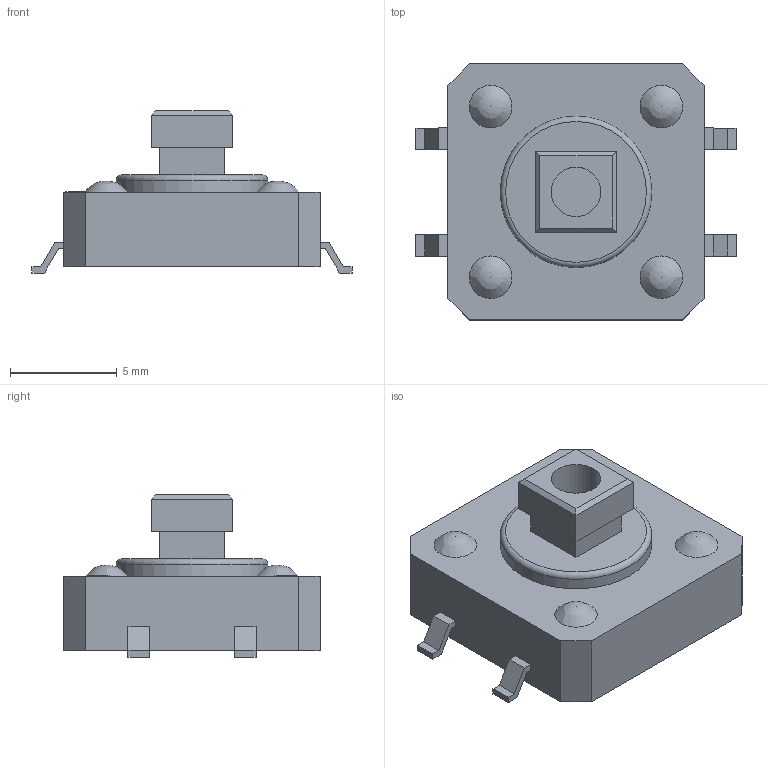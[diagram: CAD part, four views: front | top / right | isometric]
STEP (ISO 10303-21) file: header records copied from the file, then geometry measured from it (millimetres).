
FILE_DESCRIPTION((' '),'2;1');
FILE_NAME('TL3300AFxxxQ.stp','2017-07-28T13:46:39',(' '),(' '),' ','ACIS',' ');
FILE_SCHEMA(('CONFIG_CONTROL_DESIGN'));
Length unit declared in the file: inch
Products named in the file (1): TL3300AFxxxQ.stp
Bounding box: 15 x 12 x 7.6 mm (x, y, z)
Volume: 472.4 mm3; surface area: 959.5 mm2
Topology: 1 solids, 2 shells, 184 faces, 461 edges, 299 vertices
Faces by surface type: plane 141, cylinder 30, torus 6, bspline 6, cone 1
Full cylindrical faces by diameter (mm): 2.32 x1, 3 x1, 4.84 x1, 7.1 x2, 8.412 x1
Entity records: 5430 total; most frequent: CARTESIAN_POINT 1053, ORIENTED_EDGE 856, DIRECTION 849, EDGE_CURVE 428, VECTOR 365, LINE 365, VERTEX_POINT 284, AXIS2_PLACEMENT_3D 242
